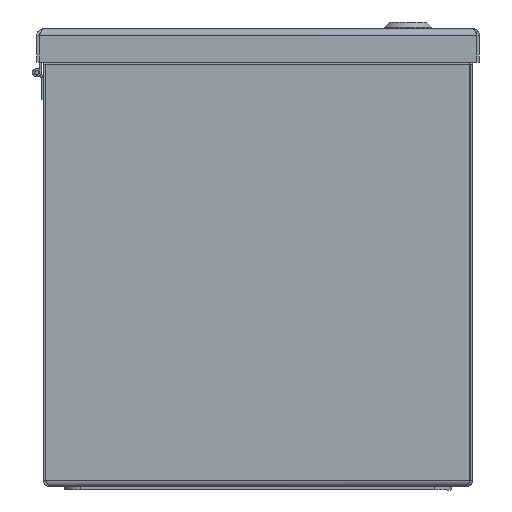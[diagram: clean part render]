
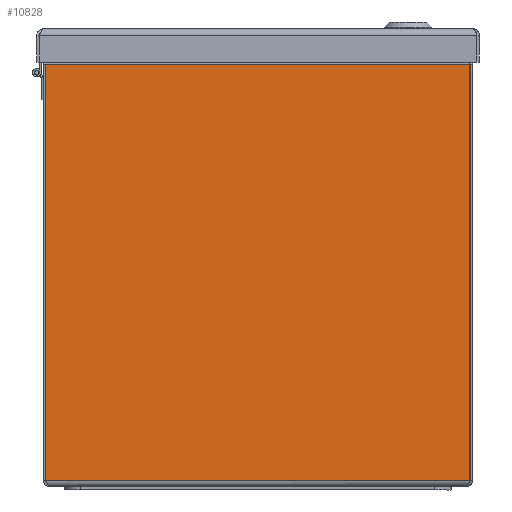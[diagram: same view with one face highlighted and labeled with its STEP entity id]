
A CAD part, left-side view. The second image highlights one B-rep face of the part: STEP entity #10828.
In plain terms, the highlighted face is planar.
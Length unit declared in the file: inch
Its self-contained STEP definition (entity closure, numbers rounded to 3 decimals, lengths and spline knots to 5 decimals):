
#688=PLANE('',#11632);
#1188=FACE_OUTER_BOUND('',#1899,.T.);
#1899=EDGE_LOOP('',(#8474,#8475,#8476,#8477));
#2759=LINE('',#17366,#3728);
#2794=LINE('',#17708,#3763);
#2795=LINE('',#17710,#3764);
#2796=LINE('',#17711,#3765);
#3728=VECTOR('',#13569,9.88059);
#3763=VECTOR('',#13642,9.6945);
#3764=VECTOR('',#13643,9.88059);
#3765=VECTOR('',#13644,9.6945);
#5029=VERTEX_POINT('',#17357);
#5030=VERTEX_POINT('',#17365);
#5053=VERTEX_POINT('',#17707);
#5054=VERTEX_POINT('',#17709);
#6222=EDGE_CURVE('',#5030,#5029,#2759,.T.);
#6272=EDGE_CURVE('',#5053,#5029,#2794,.T.);
#6273=EDGE_CURVE('',#5053,#5054,#2795,.T.);
#6274=EDGE_CURVE('',#5030,#5054,#2796,.T.);
#8474=ORIENTED_EDGE('',*,*,#6222,.T.);
#8475=ORIENTED_EDGE('',*,*,#6272,.F.);
#8476=ORIENTED_EDGE('',*,*,#6273,.T.);
#8477=ORIENTED_EDGE('',*,*,#6274,.F.);
#10828=ADVANCED_FACE('',(#1188),#688,.F.);
#11632=AXIS2_PLACEMENT_3D('',#17706,#13640,#13641);
#13569=DIRECTION('',(-1.,0.,0.));
#13640=DIRECTION('center_axis',(0.,1.,0.));
#13641=DIRECTION('ref_axis',(1.,0.,0.));
#13642=DIRECTION('',(0.,0.,1.));
#13643=DIRECTION('',(1.,0.,0.));
#13644=DIRECTION('',(0.,0.,-1.));
#17357=CARTESIAN_POINT('',(-4.94029,-6.,9.84725));
#17365=CARTESIAN_POINT('',(4.94029,-6.,9.84725));
#17366=CARTESIAN_POINT('',(2.47015,-6.,9.84725));
#17706=CARTESIAN_POINT('Origin',(0.,-6.,
5.00616));
#17707=CARTESIAN_POINT('',(-4.94029,-6.,0.15275));
#17708=CARTESIAN_POINT('',(-4.94029,-6.,0.15275));
#17709=CARTESIAN_POINT('',(4.94029,-6.,0.15275));
#17710=CARTESIAN_POINT('',(0.,-6.,0.15275));
#17711=CARTESIAN_POINT('',(4.94029,-6.,0.15275));
